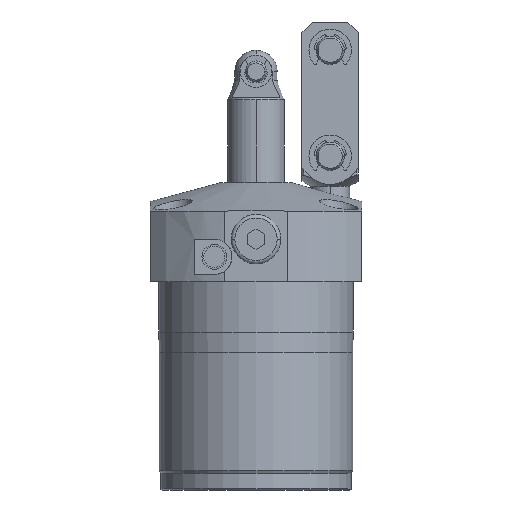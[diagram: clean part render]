
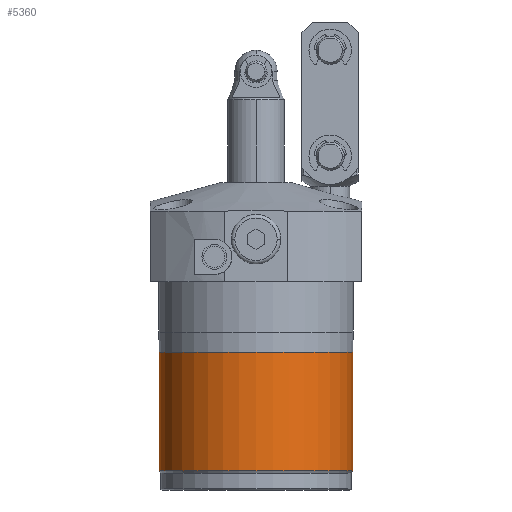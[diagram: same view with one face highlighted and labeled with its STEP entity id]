
A CAD part, front view. The second image highlights one B-rep face of the part: STEP entity #5360.
In plain terms, the highlighted cylindrical face has radius 27.4 mm (diameter 54.8 mm), a partial arc.
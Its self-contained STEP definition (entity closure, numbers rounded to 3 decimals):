
#1341 = CIRCLE ( 'NONE', #4506, 27.4 ) ;
#1347 = CIRCLE ( 'NONE', #4513, 27.4 ) ;
#1665 = VECTOR ( 'NONE', #6328, 1000. ) ;
#2726 = VERTEX_POINT ( 'NONE', #8874 ) ;
#2727 = VERTEX_POINT ( 'NONE', #8875 ) ;
#2834 = ORIENTED_EDGE ( 'NONE', *, *, #5396, .F. ) ;
#2838 = ORIENTED_EDGE ( 'NONE', *, *, #7627, .F. ) ;
#2871 = ORIENTED_EDGE ( 'NONE', *, *, #7613, .T. ) ;
#2872 = ORIENTED_EDGE ( 'NONE', *, *, #5402, .T. ) ;
#3143 = EDGE_LOOP ( 'NONE', ( #2838, #2872, #2871, #2834 ) ) ;
#4506 = AXIS2_PLACEMENT_3D ( 'NONE', #4917, #4918, #4919 ) ;
#4513 = AXIS2_PLACEMENT_3D ( 'NONE', #4899, #4900, #4901 ) ;
#4610 = CYLINDRICAL_SURFACE ( 'NONE', #4616, 27.4 ) ;
#4615 = FACE_OUTER_BOUND ( 'NONE', #3143, .T. ) ;
#4616 = AXIS2_PLACEMENT_3D ( 'NONE', #4779, #4780, #4781 ) ;
#4779 = CARTESIAN_POINT ( 'NONE',  ( 0., 0., 100. ) ) ;
#4780 = DIRECTION ( 'NONE',  ( 0., 0., 1. ) ) ;
#4781 = DIRECTION ( 'NONE',  ( 1., 0., 0. ) ) ;
#4899 = CARTESIAN_POINT ( 'NONE',  ( 0., 0., -20. ) ) ;
#4900 = DIRECTION ( 'NONE',  ( 0., 0., 1. ) ) ;
#4901 = DIRECTION ( 'NONE',  ( 1., 0., 0. ) ) ;
#4917 = CARTESIAN_POINT ( 'NONE',  ( 0., 0., -53.507 ) ) ;
#4918 = DIRECTION ( 'NONE',  ( 0., 0., 1. ) ) ;
#4919 = DIRECTION ( 'NONE',  ( 1., 0., 0. ) ) ;
#5360 = ADVANCED_FACE ( 'NONE', ( #4615 ), #4610, .T. ) ;
#5396 = EDGE_CURVE ( 'NONE', #2727, #2726, #1347, .T. ) ;
#5402 = EDGE_CURVE ( 'NONE', #6984, #6982, #1341, .T. ) ;
#6209 = LINE ( 'NONE', #6212, #8091 ) ;
#6212 = CARTESIAN_POINT ( 'NONE',  ( 27.4, 0., 100. ) ) ;
#6213 = DIRECTION ( 'NONE',  ( 0., 0., 1. ) ) ;
#6324 = LINE ( 'NONE', #6325, #1665 ) ;
#6325 = CARTESIAN_POINT ( 'NONE',  ( -27.4, 0., 100. ) ) ;
#6328 = DIRECTION ( 'NONE',  ( 0., 0., 1. ) ) ;
#6953 = CARTESIAN_POINT ( 'NONE',  ( 27.4, 0., -53.507 ) ) ;
#6954 = CARTESIAN_POINT ( 'NONE',  ( -27.4, 0., -53.507 ) ) ;
#6982 = VERTEX_POINT ( 'NONE', #6953 ) ;
#6984 = VERTEX_POINT ( 'NONE', #6954 ) ;
#7613 = EDGE_CURVE ( 'NONE', #6982, #2726, #6209, .T. ) ;
#7627 = EDGE_CURVE ( 'NONE', #6984, #2727, #6324, .T. ) ;
#8091 = VECTOR ( 'NONE', #6213, 1000. ) ;
#8874 = CARTESIAN_POINT ( 'NONE',  ( 27.4, 0., -20. ) ) ;
#8875 = CARTESIAN_POINT ( 'NONE',  ( -27.4, 0., -20. ) ) ;
